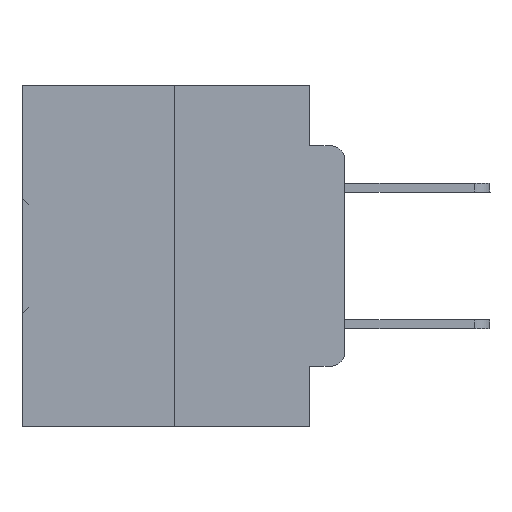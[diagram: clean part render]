
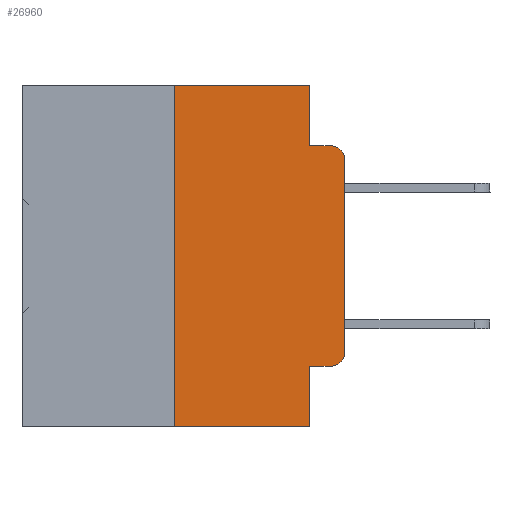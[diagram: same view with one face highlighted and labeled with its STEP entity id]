
A CAD part, left-side view. The second image highlights one B-rep face of the part: STEP entity #26960.
In plain terms, the highlighted planar face has unit normal (-1, 0, 0).
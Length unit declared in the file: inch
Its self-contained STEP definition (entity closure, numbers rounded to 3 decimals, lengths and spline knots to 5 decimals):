
#70 = DIRECTION ( 'NONE',  ( 0., 0., 1. ) ) ;
#514 = VERTEX_POINT ( 'NONE', #12067 ) ;
#585 = VECTOR ( 'NONE', #70, 39.37008 ) ;
#599 = CARTESIAN_POINT ( 'NONE',  ( 0., 0.051, 0. ) ) ;
#620 = DIRECTION ( 'NONE',  ( 0., -1., 0. ) ) ;
#918 = VECTOR ( 'NONE', #19973, 39.37008 ) ;
#1515 = ORIENTED_EDGE ( 'NONE', *, *, #23494, .F. ) ;
#1764 = EDGE_CURVE ( 'NONE', #31629, #36958, #20875, .T. ) ;
#2876 = VERTEX_POINT ( 'NONE', #17997 ) ;
#2925 = DIRECTION ( 'NONE',  ( 0., 0., 1. ) ) ;
#3293 = LINE ( 'NONE', #12056, #22085 ) ;
#4861 = EDGE_CURVE ( 'NONE', #27901, #27220, #24302, .T. ) ;
#4985 = ORIENTED_EDGE ( 'NONE', *, *, #34686, .T. ) ;
#5016 = DIRECTION ( 'NONE',  ( 0., -1., 0. ) ) ;
#5753 = CARTESIAN_POINT ( 'NONE',  ( 0., 0., -0.3915 ) ) ;
#6423 = CARTESIAN_POINT ( 'NONE',  ( 0., 0.051, -0.4115 ) ) ;
#6667 = VECTOR ( 'NONE', #5016, 39.37008 ) ;
#6704 = EDGE_CURVE ( 'NONE', #22477, #514, #16752, .T. ) ;
#6735 = FACE_OUTER_BOUND ( 'NONE', #13056, .T. ) ;
#7230 = CARTESIAN_POINT ( 'NONE',  ( 0., 0.02, -0.4115 ) ) ;
#8058 = VECTOR ( 'NONE', #14606, 39.37008 ) ;
#8459 = EDGE_CURVE ( 'NONE', #37391, #514, #31044, .T. ) ;
#8996 = CARTESIAN_POINT ( 'NONE',  ( 0., 0.051, -0.4115 ) ) ;
#9307 = LINE ( 'NONE', #37903, #918 ) ;
#9662 = PLANE ( 'NONE',  #29382 ) ;
#9979 = DIRECTION ( 'NONE',  ( -1., 0., 0. ) ) ;
#10318 = DIRECTION ( 'NONE',  ( 0., -1., 0. ) ) ;
#11037 = CARTESIAN_POINT ( 'NONE',  ( 0., 0.02, -0.3915 ) ) ;
#11176 = VECTOR ( 'NONE', #10318, 39.37008 ) ;
#11226 = CARTESIAN_POINT ( 'NONE',  ( 0., 0.051, 0. ) ) ;
#12056 = CARTESIAN_POINT ( 'NONE',  ( 0., 0.25, 0. ) ) ;
#12067 = CARTESIAN_POINT ( 'NONE',  ( 0., 0.02, -0.0885 ) ) ;
#13056 = EDGE_LOOP ( 'NONE', ( #4985, #36242, #32594, #20476, #1515, #20922, #22231, #33025, #24876, #17349 ) ) ;
#14606 = DIRECTION ( 'NONE',  ( 0., -1., 0. ) ) ;
#14626 = DIRECTION ( 'NONE',  ( 1., 0., 0. ) ) ;
#16070 = CARTESIAN_POINT ( 'NONE',  ( 0., 0.25, 0. ) ) ;
#16752 = LINE ( 'NONE', #22792, #6667 ) ;
#17349 = ORIENTED_EDGE ( 'NONE', *, *, #4861, .T. ) ;
#17513 = DIRECTION ( 'NONE',  ( 0., 0., -1. ) ) ;
#17997 = CARTESIAN_POINT ( 'NONE',  ( 0., 0.25, -0.5 ) ) ;
#18268 = EDGE_CURVE ( 'NONE', #2876, #36958, #28101, .T. ) ;
#18517 = CARTESIAN_POINT ( 'NONE',  ( 0., 0., 0. ) ) ;
#18610 = CARTESIAN_POINT ( 'NONE',  ( 0., 0.051, -0.5 ) ) ;
#18612 = VECTOR ( 'NONE', #17513, 39.37008 ) ;
#19223 = AXIS2_PLACEMENT_3D ( 'NONE', #22122, #9979, #34015 ) ;
#19556 = VERTEX_POINT ( 'NONE', #16070 ) ;
#19973 = DIRECTION ( 'NONE',  ( 0., 0., -1. ) ) ;
#20476 = ORIENTED_EDGE ( 'NONE', *, *, #30366, .F. ) ;
#20875 = LINE ( 'NONE', #11226, #18612 ) ;
#20922 = ORIENTED_EDGE ( 'NONE', *, *, #30017, .F. ) ;
#21601 = CARTESIAN_POINT ( 'NONE',  ( 0., 0.473, 0. ) ) ;
#21840 = EDGE_CURVE ( 'NONE', #31629, #27901, #36296, .T. ) ;
#22085 = VECTOR ( 'NONE', #2925, 39.37008 ) ;
#22122 = CARTESIAN_POINT ( 'NONE',  ( 0., 0.02, -0.1085 ) ) ;
#22231 = ORIENTED_EDGE ( 'NONE', *, *, #18268, .T. ) ;
#22477 = VERTEX_POINT ( 'NONE', #34087 ) ;
#22792 = CARTESIAN_POINT ( 'NONE',  ( 0., 0.051, -0.0885 ) ) ;
#23183 = DIRECTION ( 'NONE',  ( -1., 0., 0. ) ) ;
#23494 = EDGE_CURVE ( 'NONE', #19556, #33748, #29446, .T. ) ;
#24302 = CIRCLE ( 'NONE', #34880, 0.02 ) ;
#24876 = ORIENTED_EDGE ( 'NONE', *, *, #21840, .T. ) ;
#25897 = DIRECTION ( 'NONE',  ( 0., 0., -1. ) ) ;
#26661 = VECTOR ( 'NONE', #620, 39.37008 ) ;
#26960 = ADVANCED_FACE ( 'NONE', ( #6735 ), #9662, .F. ) ;
#27220 = VERTEX_POINT ( 'NONE', #5753 ) ;
#27901 = VERTEX_POINT ( 'NONE', #7230 ) ;
#28101 = LINE ( 'NONE', #33047, #11176 ) ;
#29382 = AXIS2_PLACEMENT_3D ( 'NONE', #21601, #14626, #33485 ) ;
#29446 = LINE ( 'NONE', #38427, #8058 ) ;
#29500 = LINE ( 'NONE', #18517, #585 ) ;
#30017 = EDGE_CURVE ( 'NONE', #2876, #19556, #3293, .T. ) ;
#30366 = EDGE_CURVE ( 'NONE', #33748, #22477, #9307, .T. ) ;
#31044 = CIRCLE ( 'NONE', #19223, 0.02 ) ;
#31629 = VERTEX_POINT ( 'NONE', #8996 ) ;
#32594 = ORIENTED_EDGE ( 'NONE', *, *, #6704, .F. ) ;
#33002 = CARTESIAN_POINT ( 'NONE',  ( 0., 0., -0.1085 ) ) ;
#33025 = ORIENTED_EDGE ( 'NONE', *, *, #1764, .F. ) ;
#33047 = CARTESIAN_POINT ( 'NONE',  ( 0., 0.473, -0.5 ) ) ;
#33485 = DIRECTION ( 'NONE',  ( 0., 0., -1. ) ) ;
#33748 = VERTEX_POINT ( 'NONE', #599 ) ;
#34015 = DIRECTION ( 'NONE',  ( 0., 0., -1. ) ) ;
#34087 = CARTESIAN_POINT ( 'NONE',  ( 0., 0.051, -0.0885 ) ) ;
#34686 = EDGE_CURVE ( 'NONE', #27220, #37391, #29500, .T. ) ;
#34880 = AXIS2_PLACEMENT_3D ( 'NONE', #11037, #23183, #25897 ) ;
#36242 = ORIENTED_EDGE ( 'NONE', *, *, #8459, .T. ) ;
#36296 = LINE ( 'NONE', #6423, #26661 ) ;
#36958 = VERTEX_POINT ( 'NONE', #18610 ) ;
#37391 = VERTEX_POINT ( 'NONE', #33002 ) ;
#37903 = CARTESIAN_POINT ( 'NONE',  ( 0., 0.051, 0. ) ) ;
#38427 = CARTESIAN_POINT ( 'NONE',  ( 0., 0.473, 0. ) ) ;
